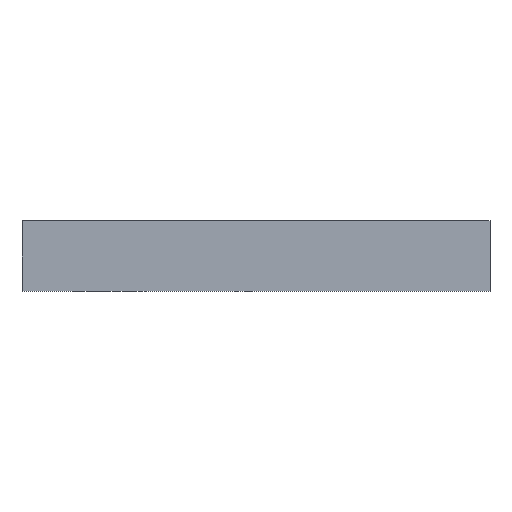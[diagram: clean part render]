
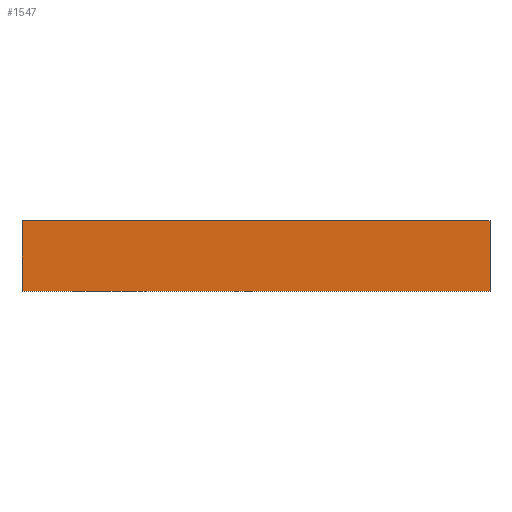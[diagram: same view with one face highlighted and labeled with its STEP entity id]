
A CAD part, front view. The second image highlights one B-rep face of the part: STEP entity #1547.
In plain terms, the highlighted planar face has unit normal (0, -1, 0).
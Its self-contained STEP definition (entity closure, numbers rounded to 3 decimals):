
#35 = VERTEX_POINT('',#36);
#36 = CARTESIAN_POINT('',(0.,-400.,6.));
#43 = PLANE('',#44);
#44 = AXIS2_PLACEMENT_3D('',#45,#46,#47);
#45 = CARTESIAN_POINT('',(0.,0.,6.));
#46 = DIRECTION('',(0.,0.,1.));
#47 = DIRECTION('',(1.,0.,0.));
#55 = PLANE('',#56);
#56 = AXIS2_PLACEMENT_3D('',#57,#58,#59);
#57 = CARTESIAN_POINT('',(0.,0.,0.));
#58 = DIRECTION('',(-1.,0.,0.));
#59 = DIRECTION('',(0.,0.,1.));
#67 = EDGE_CURVE('',#35,#68,#70,.T.);
#68 = VERTEX_POINT('',#69);
#69 = CARTESIAN_POINT('',(40.,-400.,6.));
#70 = SURFACE_CURVE('',#71,(#75,#82),.PCURVE_S1.);
#71 = LINE('',#72,#73);
#72 = CARTESIAN_POINT('',(0.,-400.,6.));
#73 = VECTOR('',#74,1.);
#74 = DIRECTION('',(1.,0.,0.));
#75 = PCURVE('',#43,#76);
#76 = DEFINITIONAL_REPRESENTATION('',(#77),#81);
#77 = LINE('',#78,#79);
#78 = CARTESIAN_POINT('',(0.,-400.));
#79 = VECTOR('',#80,1.);
#80 = DIRECTION('',(1.,0.));
#81 = ( GEOMETRIC_REPRESENTATION_CONTEXT(2) 
PARAMETRIC_REPRESENTATION_CONTEXT() REPRESENTATION_CONTEXT('2D SPACE',''
  ) );
#82 = PCURVE('',#83,#88);
#83 = PLANE('',#84);
#84 = AXIS2_PLACEMENT_3D('',#85,#86,#87);
#85 = CARTESIAN_POINT('',(20.,-400.,3.));
#86 = DIRECTION('',(0.,1.,0.));
#87 = DIRECTION('',(0.,0.,1.));
#88 = DEFINITIONAL_REPRESENTATION('',(#89),#93);
#89 = LINE('',#90,#91);
#90 = CARTESIAN_POINT('',(3.,-20.));
#91 = VECTOR('',#92,1.);
#92 = DIRECTION('',(0.,1.));
#93 = ( GEOMETRIC_REPRESENTATION_CONTEXT(2) 
PARAMETRIC_REPRESENTATION_CONTEXT() REPRESENTATION_CONTEXT('2D SPACE',''
  ) );
#111 = PLANE('',#112);
#112 = AXIS2_PLACEMENT_3D('',#113,#114,#115);
#113 = CARTESIAN_POINT('',(40.,0.,6.));
#114 = DIRECTION('',(1.,0.,0.));
#115 = DIRECTION('',(0.,0.,-1.));
#1429 = VERTEX_POINT('',#1430);
#1430 = CARTESIAN_POINT('',(0.,-400.,0.));
#1444 = PLANE('',#1445);
#1445 = AXIS2_PLACEMENT_3D('',#1446,#1447,#1448);
#1446 = CARTESIAN_POINT('',(40.,0.,0.));
#1447 = DIRECTION('',(0.,0.,-1.));
#1448 = DIRECTION('',(-1.,0.,0.));
#1456 = EDGE_CURVE('',#1429,#35,#1457,.T.);
#1457 = SURFACE_CURVE('',#1458,(#1462,#1469),.PCURVE_S1.);
#1458 = LINE('',#1459,#1460);
#1459 = CARTESIAN_POINT('',(0.,-400.,0.));
#1460 = VECTOR('',#1461,1.);
#1461 = DIRECTION('',(0.,0.,1.));
#1462 = PCURVE('',#55,#1463);
#1463 = DEFINITIONAL_REPRESENTATION('',(#1464),#1468);
#1464 = LINE('',#1465,#1466);
#1465 = CARTESIAN_POINT('',(0.,-400.));
#1466 = VECTOR('',#1467,1.);
#1467 = DIRECTION('',(1.,0.));
#1468 = ( GEOMETRIC_REPRESENTATION_CONTEXT(2) 
PARAMETRIC_REPRESENTATION_CONTEXT() REPRESENTATION_CONTEXT('2D SPACE',''
  ) );
#1469 = PCURVE('',#83,#1470);
#1470 = DEFINITIONAL_REPRESENTATION('',(#1471),#1475);
#1471 = LINE('',#1472,#1473);
#1472 = CARTESIAN_POINT('',(-3.,-20.));
#1473 = VECTOR('',#1474,1.);
#1474 = DIRECTION('',(1.,0.));
#1475 = ( GEOMETRIC_REPRESENTATION_CONTEXT(2) 
PARAMETRIC_REPRESENTATION_CONTEXT() REPRESENTATION_CONTEXT('2D SPACE',''
  ) );
#1547 = ADVANCED_FACE('',(#1548),#83,.F.);
#1548 = FACE_BOUND('',#1549,.F.);
#1549 = EDGE_LOOP('',(#1550,#1551,#1574,#1595));
#1550 = ORIENTED_EDGE('',*,*,#67,.T.);
#1551 = ORIENTED_EDGE('',*,*,#1552,.T.);
#1552 = EDGE_CURVE('',#68,#1553,#1555,.T.);
#1553 = VERTEX_POINT('',#1554);
#1554 = CARTESIAN_POINT('',(40.,-400.,0.));
#1555 = SURFACE_CURVE('',#1556,(#1560,#1567),.PCURVE_S1.);
#1556 = LINE('',#1557,#1558);
#1557 = CARTESIAN_POINT('',(40.,-400.,6.));
#1558 = VECTOR('',#1559,1.);
#1559 = DIRECTION('',(0.,0.,-1.));
#1560 = PCURVE('',#83,#1561);
#1561 = DEFINITIONAL_REPRESENTATION('',(#1562),#1566);
#1562 = LINE('',#1563,#1564);
#1563 = CARTESIAN_POINT('',(3.,20.));
#1564 = VECTOR('',#1565,1.);
#1565 = DIRECTION('',(-1.,0.));
#1566 = ( GEOMETRIC_REPRESENTATION_CONTEXT(2) 
PARAMETRIC_REPRESENTATION_CONTEXT() REPRESENTATION_CONTEXT('2D SPACE',''
  ) );
#1567 = PCURVE('',#111,#1568);
#1568 = DEFINITIONAL_REPRESENTATION('',(#1569),#1573);
#1569 = LINE('',#1570,#1571);
#1570 = CARTESIAN_POINT('',(0.,-400.));
#1571 = VECTOR('',#1572,1.);
#1572 = DIRECTION('',(1.,0.));
#1573 = ( GEOMETRIC_REPRESENTATION_CONTEXT(2) 
PARAMETRIC_REPRESENTATION_CONTEXT() REPRESENTATION_CONTEXT('2D SPACE',''
  ) );
#1574 = ORIENTED_EDGE('',*,*,#1575,.T.);
#1575 = EDGE_CURVE('',#1553,#1429,#1576,.T.);
#1576 = SURFACE_CURVE('',#1577,(#1581,#1588),.PCURVE_S1.);
#1577 = LINE('',#1578,#1579);
#1578 = CARTESIAN_POINT('',(40.,-400.,0.));
#1579 = VECTOR('',#1580,1.);
#1580 = DIRECTION('',(-1.,0.,0.));
#1581 = PCURVE('',#83,#1582);
#1582 = DEFINITIONAL_REPRESENTATION('',(#1583),#1587);
#1583 = LINE('',#1584,#1585);
#1584 = CARTESIAN_POINT('',(-3.,20.));
#1585 = VECTOR('',#1586,1.);
#1586 = DIRECTION('',(0.,-1.));
#1587 = ( GEOMETRIC_REPRESENTATION_CONTEXT(2) 
PARAMETRIC_REPRESENTATION_CONTEXT() REPRESENTATION_CONTEXT('2D SPACE',''
  ) );
#1588 = PCURVE('',#1444,#1589);
#1589 = DEFINITIONAL_REPRESENTATION('',(#1590),#1594);
#1590 = LINE('',#1591,#1592);
#1591 = CARTESIAN_POINT('',(0.,-400.));
#1592 = VECTOR('',#1593,1.);
#1593 = DIRECTION('',(1.,0.));
#1594 = ( GEOMETRIC_REPRESENTATION_CONTEXT(2) 
PARAMETRIC_REPRESENTATION_CONTEXT() REPRESENTATION_CONTEXT('2D SPACE',''
  ) );
#1595 = ORIENTED_EDGE('',*,*,#1456,.T.);
